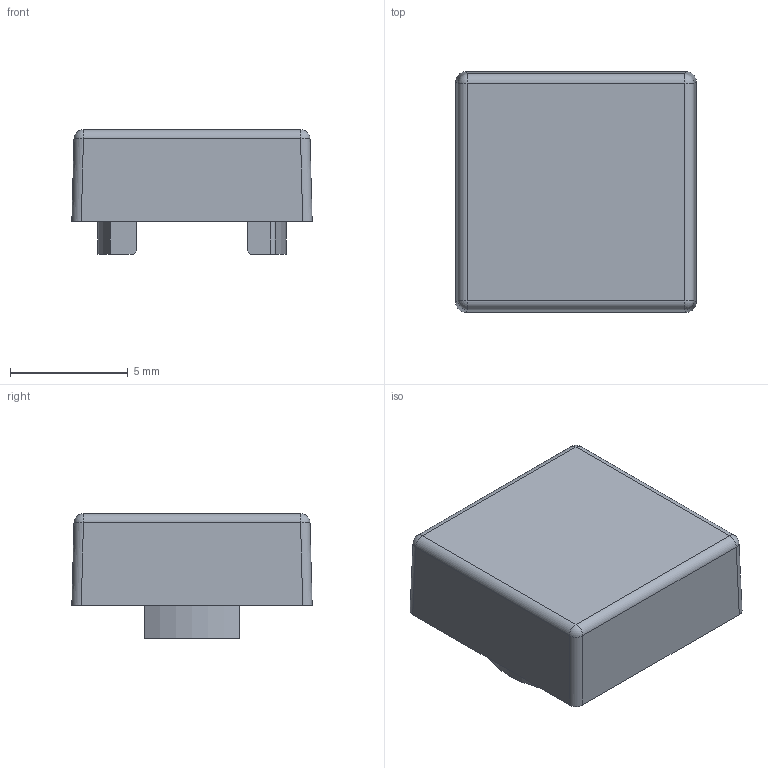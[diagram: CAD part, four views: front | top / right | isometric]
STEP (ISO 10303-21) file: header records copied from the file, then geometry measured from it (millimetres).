
FILE_DESCRIPTION(/* description */ (''),/* implementation_level */ '2;1');
FILE_NAME(/* name */ 'TL3240S.stp',/* time_stamp */ '2025-11-27T12:11:06-06:00',/* author */ ('jmeyers'),/* organization */ (''),/* preprocessor_version */ 'ST-DEVELOPER v18.1',/* originating_system */ 'Autodesk Inventor 2022',/* authorisation */ '');
FILE_SCHEMA (('AUTOMOTIVE_DESIGN { 1 0 10303 214 3 1 1 }'));
Length unit declared in the file: inch
Products named in the file (1): Part3
Bounding box: 10.2 x 10.2 x 5.3 mm (x, y, z)
Volume: 345.8 mm3; surface area: 635.9 mm2
Topology: 1 solids, 1 shells, 140 faces, 384 edges, 236 vertices
Faces by surface type: plane 82, cylinder 46, sphere 8, torus 4
Entity records: 4407 total; most frequent: DIRECTION 762, CARTESIAN_POINT 753, ORIENTED_EDGE 752, EDGE_CURVE 376, LINE 272, VECTOR 272, AXIS2_PLACEMENT_3D 245, VERTEX_POINT 236
